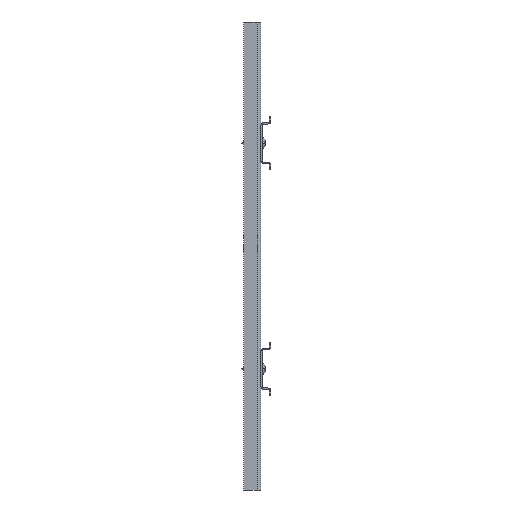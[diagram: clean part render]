
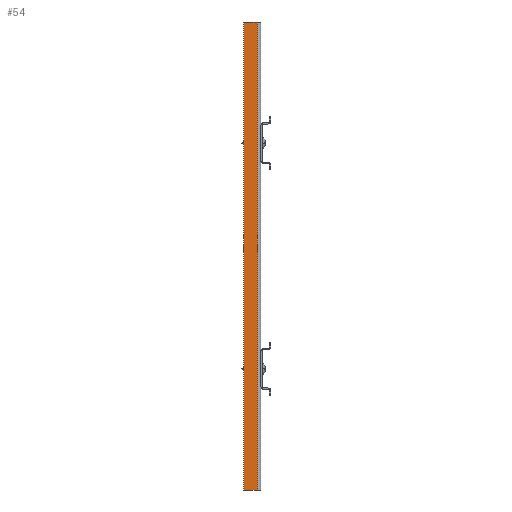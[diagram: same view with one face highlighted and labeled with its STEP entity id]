
A CAD part, left-side view. The second image highlights one B-rep face of the part: STEP entity #54.
In plain terms, the highlighted planar face has unit normal (-1, 0, 0).
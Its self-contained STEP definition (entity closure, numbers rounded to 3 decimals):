
#54 = ADVANCED_FACE ( 'NONE', ( #1755 ), #1208, .T. ) ;
#231 = CARTESIAN_POINT ( 'NONE',  ( 0., 11.5, 0. ) ) ;
#618 = AXIS2_PLACEMENT_3D ( 'NONE', #1184, #1531, #3162 ) ;
#636 = LINE ( 'NONE', #1715, #1667 ) ;
#721 = CARTESIAN_POINT ( 'NONE',  ( 0., 2.5, 311. ) ) ;
#781 = CARTESIAN_POINT ( 'NONE',  ( 0., 2.5, 311. ) ) ;
#1184 = CARTESIAN_POINT ( 'NONE',  ( 0., 0., 311. ) ) ;
#1208 = PLANE ( 'NONE',  #618 ) ;
#1426 = CARTESIAN_POINT ( 'NONE',  ( 0., 0., 0. ) ) ;
#1500 = LINE ( 'NONE', #4652, #1535 ) ;
#1525 = DIRECTION ( 'NONE',  ( 0., 0., -1. ) ) ;
#1531 = DIRECTION ( 'NONE',  ( -1., 0., 0. ) ) ;
#1535 = VECTOR ( 'NONE', #1525, 1000. ) ;
#1667 = VECTOR ( 'NONE', #1790, 1000. ) ;
#1715 = CARTESIAN_POINT ( 'NONE',  ( 0., 0., 311. ) ) ;
#1755 = FACE_OUTER_BOUND ( 'NONE', #3545, .T. ) ;
#1790 = DIRECTION ( 'NONE',  ( 0., 1., 0. ) ) ;
#1915 = CARTESIAN_POINT ( 'NONE',  ( 0., 11.5, 311. ) ) ;
#1929 = VECTOR ( 'NONE', #2966, 1000. ) ;
#1997 = VERTEX_POINT ( 'NONE', #721 ) ;
#2216 = ORIENTED_EDGE ( 'NONE', *, *, #2333, .F. ) ;
#2328 = CARTESIAN_POINT ( 'NONE',  ( 0., 2.5, 0. ) ) ;
#2333 = EDGE_CURVE ( 'NONE', #3872, #3062, #3376, .T. ) ;
#2417 = DIRECTION ( 'NONE',  ( 0., 0., -1. ) ) ;
#2966 = DIRECTION ( 'NONE',  ( 0., 1., 0. ) ) ;
#3062 = VERTEX_POINT ( 'NONE', #231 ) ;
#3162 = DIRECTION ( 'NONE',  ( 0., 0., 1. ) ) ;
#3202 = VERTEX_POINT ( 'NONE', #1915 ) ;
#3237 = VECTOR ( 'NONE', #2417, 1000. ) ;
#3376 = LINE ( 'NONE', #1426, #1929 ) ;
#3459 = EDGE_CURVE ( 'NONE', #1997, #3872, #4382, .T. ) ;
#3497 = ORIENTED_EDGE ( 'NONE', *, *, #4016, .T. ) ;
#3545 = EDGE_LOOP ( 'NONE', ( #2216, #4726, #4451, #3497 ) ) ;
#3857 = EDGE_CURVE ( 'NONE', #1997, #3202, #636, .T. ) ;
#3872 = VERTEX_POINT ( 'NONE', #2328 ) ;
#4016 = EDGE_CURVE ( 'NONE', #3202, #3062, #1500, .T. ) ;
#4382 = LINE ( 'NONE', #781, #3237 ) ;
#4451 = ORIENTED_EDGE ( 'NONE', *, *, #3857, .T. ) ;
#4652 = CARTESIAN_POINT ( 'NONE',  ( 0., 11.5, 311. ) ) ;
#4726 = ORIENTED_EDGE ( 'NONE', *, *, #3459, .F. ) ;
